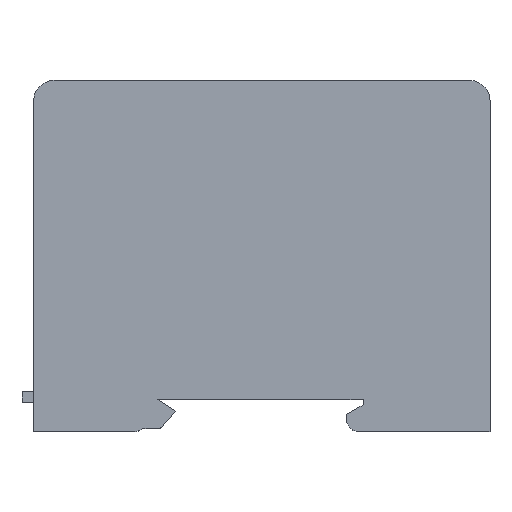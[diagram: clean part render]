
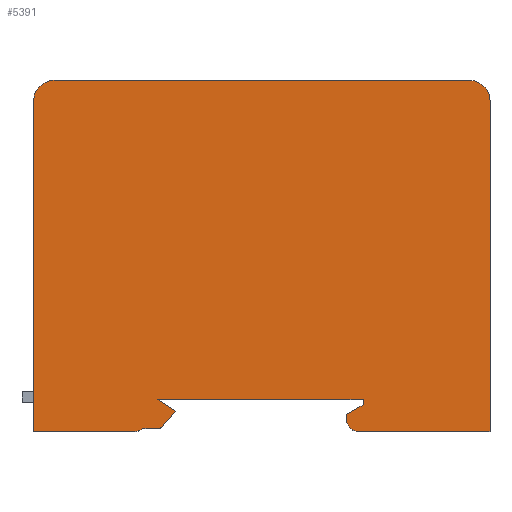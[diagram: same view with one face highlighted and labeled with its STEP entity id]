
A CAD part, top view. The second image highlights one B-rep face of the part: STEP entity #5391.
In plain terms, the highlighted planar face has unit normal (0, 0, 1).
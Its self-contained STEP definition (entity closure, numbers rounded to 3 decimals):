
#549=DIRECTION('',(0.,1.,0.));
#550=VECTOR('',#549,56.5);
#551=CARTESIAN_POINT('',(-39.,-30.,18.));
#552=LINE('',#551,#550);
#553=CARTESIAN_POINT('',(-35.5,26.5,18.));
#554=DIRECTION('',(0.,0.,-1.));
#555=DIRECTION('',(-1.,0.,0.));
#556=AXIS2_PLACEMENT_3D('',#553,#554,#555);
#558=DIRECTION('',(1.,0.,0.));
#559=VECTOR('',#558,71.);
#560=CARTESIAN_POINT('',(-35.5,30.,18.));
#561=LINE('',#560,#559);
#562=CARTESIAN_POINT('',(35.5,26.5,18.));
#563=DIRECTION('',(0.,0.,-1.));
#564=DIRECTION('',(0.,1.,0.));
#565=AXIS2_PLACEMENT_3D('',#562,#563,#564);
#567=DIRECTION('',(0.,-1.,0.));
#568=VECTOR('',#567,56.5);
#569=CARTESIAN_POINT('',(39.,26.5,18.));
#570=LINE('',#569,#568);
#571=DIRECTION('',(-1.,0.,0.));
#572=VECTOR('',#571,22.5);
#573=CARTESIAN_POINT('',(39.,-30.,18.));
#574=LINE('',#573,#572);
#575=CARTESIAN_POINT('',(16.5,-28.,18.));
#576=DIRECTION('',(0.,0.,-1.));
#577=DIRECTION('',(0.,-1.,0.));
#578=AXIS2_PLACEMENT_3D('',#575,#576,#577);
#580=DIRECTION('',(0.,1.,0.));
#581=VECTOR('',#580,0.883);
#582=CARTESIAN_POINT('',(14.5,-28.,18.));
#583=LINE('',#582,#581);
#584=DIRECTION('',(0.866,0.5,0.));
#585=VECTOR('',#584,3.233);
#586=CARTESIAN_POINT('',(14.5,-27.117,18.));
#587=LINE('',#586,#585);
#588=DIRECTION('',(0.,1.,0.));
#589=VECTOR('',#588,1.);
#590=CARTESIAN_POINT('',(17.3,-25.5,18.));
#591=LINE('',#590,#589);
#592=DIRECTION('',(-1.,0.,0.));
#593=VECTOR('',#592,35.2);
#594=CARTESIAN_POINT('',(17.3,-24.5,18.));
#595=LINE('',#594,#593);
#596=DIRECTION('',(0.84,-0.543,0.));
#597=VECTOR('',#596,3.737);
#598=CARTESIAN_POINT('',(-17.9,-24.5,18.));
#599=LINE('',#598,#597);
#600=DIRECTION('',(-0.655,-0.756,0.));
#601=VECTOR('',#600,3.711);
#602=CARTESIAN_POINT('',(-14.762,-26.529,18.));
#603=LINE('',#602,#601);
#604=CARTESIAN_POINT('',(-17.569,-29.007,18.));
#605=DIRECTION('',(0.,0.,-1.));
#606=DIRECTION('',(0.758,-0.653,0.));
#607=AXIS2_PLACEMENT_3D('',#604,#605,#606);
#609=DIRECTION('',(-1.,0.014,0.));
#610=VECTOR('',#609,2.676);
#611=CARTESIAN_POINT('',(-17.66,-29.499,18.));
#612=LINE('',#611,#610);
#613=CARTESIAN_POINT('',(-21.7,-28.,18.));
#614=DIRECTION('',(0.,0.,-1.));
#615=DIRECTION('',(0.682,-0.731,0.));
#616=AXIS2_PLACEMENT_3D('',#613,#614,#615);
#618=DIRECTION('',(-1.,0.,0.));
#619=VECTOR('',#618,17.3);
#620=CARTESIAN_POINT('',(-21.7,-30.,18.));
#621=LINE('',#620,#619);
#4297=CARTESIAN_POINT('',(-39.,-30.,18.));
#4298=CARTESIAN_POINT('',(-39.,26.5,18.));
#4299=VERTEX_POINT('',#4297);
#4300=VERTEX_POINT('',#4298);
#4325=CARTESIAN_POINT('',(-35.5,30.,18.));
#4326=VERTEX_POINT('',#4325);
#4327=CARTESIAN_POINT('',(35.5,30.,18.));
#4328=VERTEX_POINT('',#4327);
#4329=CARTESIAN_POINT('',(39.,26.5,18.));
#4330=VERTEX_POINT('',#4329);
#4331=CARTESIAN_POINT('',(39.,-30.,18.));
#4332=VERTEX_POINT('',#4331);
#4333=CARTESIAN_POINT('',(16.5,-30.,18.));
#4334=VERTEX_POINT('',#4333);
#4335=CARTESIAN_POINT('',(14.5,-28.,18.));
#4336=VERTEX_POINT('',#4335);
#4337=CARTESIAN_POINT('',(14.5,-27.117,18.));
#4338=VERTEX_POINT('',#4337);
#4339=CARTESIAN_POINT('',(17.3,-25.5,18.));
#4340=VERTEX_POINT('',#4339);
#4341=CARTESIAN_POINT('',(17.3,-24.5,18.));
#4342=VERTEX_POINT('',#4341);
#4343=CARTESIAN_POINT('',(-17.9,-24.5,18.));
#4344=VERTEX_POINT('',#4343);
#4345=CARTESIAN_POINT('',(-14.762,-26.529,18.));
#4346=VERTEX_POINT('',#4345);
#4347=CARTESIAN_POINT('',(-17.191,-29.334,18.));
#4348=VERTEX_POINT('',#4347);
#4349=CARTESIAN_POINT('',(-17.66,-29.499,18.));
#4350=VERTEX_POINT('',#4349);
#4351=CARTESIAN_POINT('',(-20.336,-29.462,18.));
#4352=VERTEX_POINT('',#4351);
#4353=CARTESIAN_POINT('',(-21.7,-30.,18.));
#4354=VERTEX_POINT('',#4353);
#5352=CARTESIAN_POINT('',(0.,0.,18.));
#5353=DIRECTION('',(0.,0.,1.));
#5354=DIRECTION('',(1.,0.,0.));
#5355=AXIS2_PLACEMENT_3D('',#5352,#5353,#5354);
#5356=PLANE('',#5355);
#5357=ORIENTED_EDGE('',*,*,#5324,.T.);
#5359=ORIENTED_EDGE('',*,*,#5358,.T.);
#5361=ORIENTED_EDGE('',*,*,#5360,.T.);
#5363=ORIENTED_EDGE('',*,*,#5362,.T.);
#5364=ORIENTED_EDGE('',*,*,#5264,.T.);
#5366=ORIENTED_EDGE('',*,*,#5365,.T.);
#5368=ORIENTED_EDGE('',*,*,#5367,.T.);
#5370=ORIENTED_EDGE('',*,*,#5369,.T.);
#5372=ORIENTED_EDGE('',*,*,#5371,.T.);
#5374=ORIENTED_EDGE('',*,*,#5373,.T.);
#5376=ORIENTED_EDGE('',*,*,#5375,.T.);
#5378=ORIENTED_EDGE('',*,*,#5377,.T.);
#5380=ORIENTED_EDGE('',*,*,#5379,.T.);
#5382=ORIENTED_EDGE('',*,*,#5381,.T.);
#5384=ORIENTED_EDGE('',*,*,#5383,.T.);
#5386=ORIENTED_EDGE('',*,*,#5385,.T.);
#5388=ORIENTED_EDGE('',*,*,#5387,.T.);
#5389=EDGE_LOOP('',(#5357,#5359,#5361,#5363,#5364,#5366,#5368,#5370,#5372,#5374,
#5376,#5378,#5380,#5382,#5384,#5386,#5388));
#5390=FACE_OUTER_BOUND('',#5389,.F.);
#5391=ADVANCED_FACE('',(#5390),#5356,.T.);
#557=CIRCLE('',#556,3.5);
#566=CIRCLE('',#565,3.5);
#579=CIRCLE('',#578,2.);
#608=CIRCLE('',#607,0.5);
#617=CIRCLE('',#616,2.);
#5264=EDGE_CURVE('',#4330,#4332,#570,.T.);
#5324=EDGE_CURVE('',#4299,#4300,#552,.T.);
#5358=EDGE_CURVE('',#4300,#4326,#557,.T.);
#5360=EDGE_CURVE('',#4326,#4328,#561,.T.);
#5362=EDGE_CURVE('',#4328,#4330,#566,.T.);
#5365=EDGE_CURVE('',#4332,#4334,#574,.T.);
#5367=EDGE_CURVE('',#4334,#4336,#579,.T.);
#5369=EDGE_CURVE('',#4336,#4338,#583,.T.);
#5371=EDGE_CURVE('',#4338,#4340,#587,.T.);
#5373=EDGE_CURVE('',#4340,#4342,#591,.T.);
#5375=EDGE_CURVE('',#4342,#4344,#595,.T.);
#5377=EDGE_CURVE('',#4344,#4346,#599,.T.);
#5379=EDGE_CURVE('',#4346,#4348,#603,.T.);
#5381=EDGE_CURVE('',#4348,#4350,#608,.T.);
#5383=EDGE_CURVE('',#4350,#4352,#612,.T.);
#5385=EDGE_CURVE('',#4352,#4354,#617,.T.);
#5387=EDGE_CURVE('',#4354,#4299,#621,.T.);
